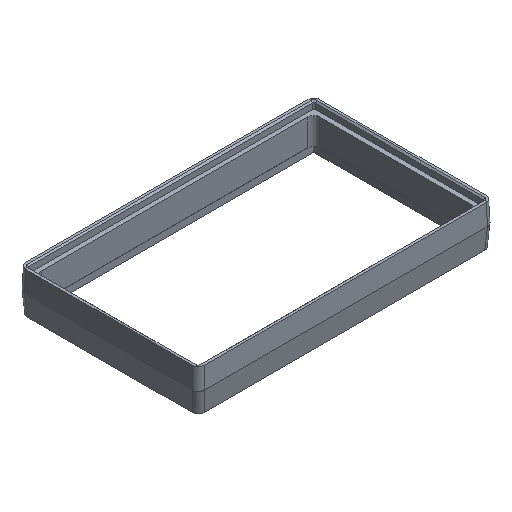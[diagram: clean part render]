
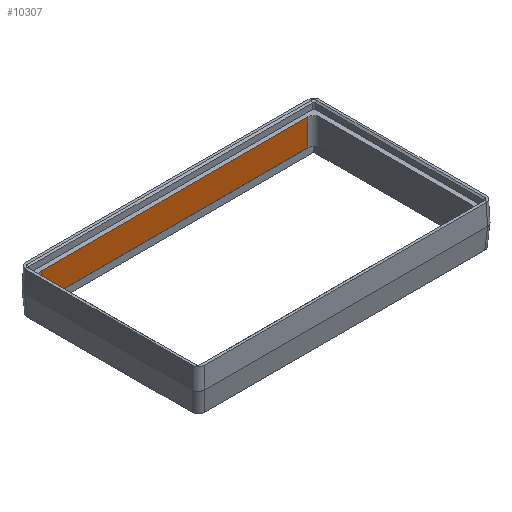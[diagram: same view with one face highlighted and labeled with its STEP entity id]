
A CAD part, isometric view. The second image highlights one B-rep face of the part: STEP entity #10307.
In plain terms, the highlighted planar face has unit normal (0, -1, 0).
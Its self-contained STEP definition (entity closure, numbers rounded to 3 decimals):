
#6983 = PLANE('',#6984);
#6984 = AXIS2_PLACEMENT_3D('',#6985,#6986,#6987);
#6985 = CARTESIAN_POINT('',(-95.637,-56.637,-9.));
#6986 = DIRECTION('',(0.,0.,1.));
#6987 = DIRECTION('',(0.86,0.51,0.));
#8364 = VERTEX_POINT('',#8365);
#8365 = CARTESIAN_POINT('',(-89.85,54.85,-9.));
#8380 = CYLINDRICAL_SURFACE('',#8381,4.);
#8381 = AXIS2_PLACEMENT_3D('',#8382,#8383,#8384);
#8382 = CARTESIAN_POINT('',(-89.85,50.85,9.));
#8383 = DIRECTION('',(-0.,-0.,-1.));
#8384 = DIRECTION('',(0.,1.,0.));
#8392 = EDGE_CURVE('',#8364,#8393,#8395,.T.);
#8393 = VERTEX_POINT('',#8394);
#8394 = CARTESIAN_POINT('',(89.85,54.85,-9.));
#8395 = SURFACE_CURVE('',#8396,(#8400,#8407),.PCURVE_S1.);
#8396 = LINE('',#8397,#8398);
#8397 = CARTESIAN_POINT('',(-93.85,54.85,-9.));
#8398 = VECTOR('',#8399,1.);
#8399 = DIRECTION('',(1.,0.,0.));
#8400 = PCURVE('',#6983,#8401);
#8401 = DEFINITIONAL_REPRESENTATION('',(#8402),#8406);
#8402 = LINE('',#8403,#8404);
#8403 = CARTESIAN_POINT('',(58.347,95.017));
#8404 = VECTOR('',#8405,1.);
#8405 = DIRECTION('',(0.86,-0.51));
#8406 = ( GEOMETRIC_REPRESENTATION_CONTEXT(2) 
PARAMETRIC_REPRESENTATION_CONTEXT() REPRESENTATION_CONTEXT('2D SPACE',''
  ) );
#8407 = PCURVE('',#8408,#8413);
#8408 = PLANE('',#8409);
#8409 = AXIS2_PLACEMENT_3D('',#8410,#8411,#8412);
#8410 = CARTESIAN_POINT('',(-93.85,54.85,9.));
#8411 = DIRECTION('',(0.,-1.,0.));
#8412 = DIRECTION('',(1.,0.,0.));
#8413 = DEFINITIONAL_REPRESENTATION('',(#8414),#8418);
#8414 = LINE('',#8415,#8416);
#8415 = CARTESIAN_POINT('',(0.,-18.));
#8416 = VECTOR('',#8417,1.);
#8417 = DIRECTION('',(1.,0.));
#8418 = ( GEOMETRIC_REPRESENTATION_CONTEXT(2) 
PARAMETRIC_REPRESENTATION_CONTEXT() REPRESENTATION_CONTEXT('2D SPACE',''
  ) );
#8437 = CYLINDRICAL_SURFACE('',#8438,4.);
#8438 = AXIS2_PLACEMENT_3D('',#8439,#8440,#8441);
#8439 = CARTESIAN_POINT('',(89.85,50.85,9.));
#8440 = DIRECTION('',(-0.,-0.,-1.));
#8441 = DIRECTION('',(1.,0.,0.));
#10154 = PLANE('',#10155);
#10155 = AXIS2_PLACEMENT_3D('',#10156,#10157,#10158);
#10156 = CARTESIAN_POINT('',(-96.65,-57.65,9.));
#10157 = DIRECTION('',(0.,0.,1.));
#10158 = DIRECTION('',(0.859,0.512,0.));
#10262 = VERTEX_POINT('',#10263);
#10263 = CARTESIAN_POINT('',(89.85,54.85,9.));
#10285 = EDGE_CURVE('',#10262,#8393,#10286,.T.);
#10286 = SURFACE_CURVE('',#10287,(#10291,#10298),.PCURVE_S1.);
#10287 = LINE('',#10288,#10289);
#10288 = CARTESIAN_POINT('',(89.85,54.85,9.));
#10289 = VECTOR('',#10290,1.);
#10290 = DIRECTION('',(-0.,-0.,-1.));
#10291 = PCURVE('',#8437,#10292);
#10292 = DEFINITIONAL_REPRESENTATION('',(#10293),#10297);
#10293 = LINE('',#10294,#10295);
#10294 = CARTESIAN_POINT('',(-1.571,0.));
#10295 = VECTOR('',#10296,1.);
#10296 = DIRECTION('',(-0.,1.));
#10297 = ( GEOMETRIC_REPRESENTATION_CONTEXT(2) 
PARAMETRIC_REPRESENTATION_CONTEXT() REPRESENTATION_CONTEXT('2D SPACE',''
  ) );
#10298 = PCURVE('',#8408,#10299);
#10299 = DEFINITIONAL_REPRESENTATION('',(#10300),#10304);
#10300 = LINE('',#10301,#10302);
#10301 = CARTESIAN_POINT('',(183.7,0.));
#10302 = VECTOR('',#10303,1.);
#10303 = DIRECTION('',(0.,-1.));
#10304 = ( GEOMETRIC_REPRESENTATION_CONTEXT(2) 
PARAMETRIC_REPRESENTATION_CONTEXT() REPRESENTATION_CONTEXT('2D SPACE',''
  ) );
#10307 = ADVANCED_FACE('',(#10308),#8408,.T.);
#10308 = FACE_BOUND('',#10309,.T.);
#10309 = EDGE_LOOP('',(#10310,#10333,#10354,#10355));
#10310 = ORIENTED_EDGE('',*,*,#10311,.F.);
#10311 = EDGE_CURVE('',#10312,#10262,#10314,.T.);
#10312 = VERTEX_POINT('',#10313);
#10313 = CARTESIAN_POINT('',(-89.85,54.85,9.));
#10314 = SURFACE_CURVE('',#10315,(#10319,#10326),.PCURVE_S1.);
#10315 = LINE('',#10316,#10317);
#10316 = CARTESIAN_POINT('',(-93.85,54.85,9.));
#10317 = VECTOR('',#10318,1.);
#10318 = DIRECTION('',(1.,0.,0.));
#10319 = PCURVE('',#8408,#10320);
#10320 = DEFINITIONAL_REPRESENTATION('',(#10321),#10325);
#10321 = LINE('',#10322,#10323);
#10322 = CARTESIAN_POINT('',(0.,0.));
#10323 = VECTOR('',#10324,1.);
#10324 = DIRECTION('',(1.,0.));
#10325 = ( GEOMETRIC_REPRESENTATION_CONTEXT(2) 
PARAMETRIC_REPRESENTATION_CONTEXT() REPRESENTATION_CONTEXT('2D SPACE',''
  ) );
#10326 = PCURVE('',#10154,#10327);
#10327 = DEFINITIONAL_REPRESENTATION('',(#10328),#10332);
#10328 = LINE('',#10329,#10330);
#10329 = CARTESIAN_POINT('',(60.035,95.183));
#10330 = VECTOR('',#10331,1.);
#10331 = DIRECTION('',(0.859,-0.512));
#10332 = ( GEOMETRIC_REPRESENTATION_CONTEXT(2) 
PARAMETRIC_REPRESENTATION_CONTEXT() REPRESENTATION_CONTEXT('2D SPACE',''
  ) );
#10333 = ORIENTED_EDGE('',*,*,#10334,.T.);
#10334 = EDGE_CURVE('',#10312,#8364,#10335,.T.);
#10335 = SURFACE_CURVE('',#10336,(#10340,#10347),.PCURVE_S1.);
#10336 = LINE('',#10337,#10338);
#10337 = CARTESIAN_POINT('',(-89.85,54.85,9.));
#10338 = VECTOR('',#10339,1.);
#10339 = DIRECTION('',(-0.,-0.,-1.));
#10340 = PCURVE('',#8408,#10341);
#10341 = DEFINITIONAL_REPRESENTATION('',(#10342),#10346);
#10342 = LINE('',#10343,#10344);
#10343 = CARTESIAN_POINT('',(4.,0.));
#10344 = VECTOR('',#10345,1.);
#10345 = DIRECTION('',(0.,-1.));
#10346 = ( GEOMETRIC_REPRESENTATION_CONTEXT(2) 
PARAMETRIC_REPRESENTATION_CONTEXT() REPRESENTATION_CONTEXT('2D SPACE',''
  ) );
#10347 = PCURVE('',#8380,#10348);
#10348 = DEFINITIONAL_REPRESENTATION('',(#10349),#10353);
#10349 = LINE('',#10350,#10351);
#10350 = CARTESIAN_POINT('',(-0.,0.));
#10351 = VECTOR('',#10352,1.);
#10352 = DIRECTION('',(-0.,1.));
#10353 = ( GEOMETRIC_REPRESENTATION_CONTEXT(2) 
PARAMETRIC_REPRESENTATION_CONTEXT() REPRESENTATION_CONTEXT('2D SPACE',''
  ) );
#10354 = ORIENTED_EDGE('',*,*,#8392,.T.);
#10355 = ORIENTED_EDGE('',*,*,#10285,.F.);
